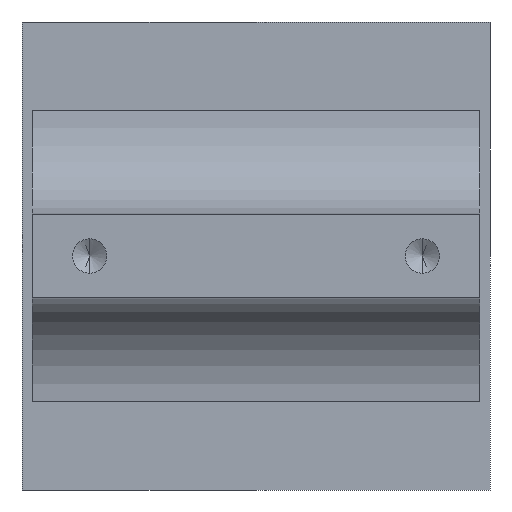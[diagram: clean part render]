
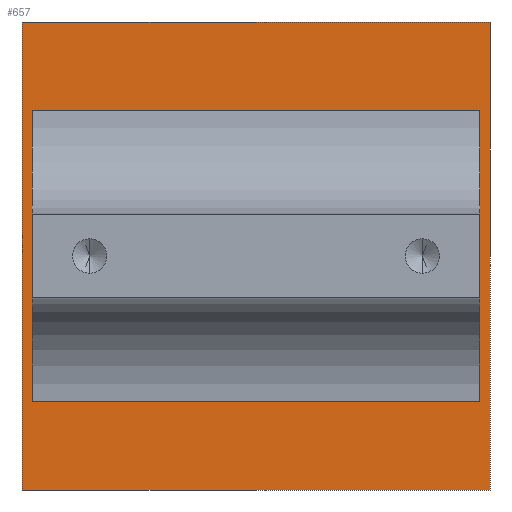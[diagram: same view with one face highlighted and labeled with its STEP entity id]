
A CAD part, front view. The second image highlights one B-rep face of the part: STEP entity #657.
In plain terms, the highlighted planar face has unit normal (0, -1, 0).
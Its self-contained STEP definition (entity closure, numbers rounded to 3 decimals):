
#19 = VECTOR ( 'NONE', #803, 1000. ) ;
#47 = VECTOR ( 'NONE', #1001, 1000. ) ;
#102 = DIRECTION ( 'NONE',  ( 0., 0., 1. ) ) ;
#110 = CARTESIAN_POINT ( 'NONE',  ( 22.5, 17.5, 14. ) ) ;
#119 = VECTOR ( 'NONE', #466, 1000. ) ;
#129 = VERTEX_POINT ( 'NONE', #193 ) ;
#133 = EDGE_CURVE ( 'NONE', #129, #956, #674, .T. ) ;
#163 = LINE ( 'NONE', #640, #391 ) ;
#166 = EDGE_CURVE ( 'NONE', #956, #789, #163, .T. ) ;
#167 = CARTESIAN_POINT ( 'NONE',  ( 22.5, 17.5, 22.5 ) ) ;
#174 = EDGE_LOOP ( 'NONE', ( #967, #705, #650, #808 ) ) ;
#175 = FACE_OUTER_BOUND ( 'NONE', #619, .T. ) ;
#180 = DIRECTION ( 'NONE',  ( 0., 0., 1. ) ) ;
#193 = CARTESIAN_POINT ( 'NONE',  ( 22.5, 17.5, 22.5 ) ) ;
#220 = VECTOR ( 'NONE', #580, 1000. ) ;
#251 = DIRECTION ( 'NONE',  ( 0., 1., 0. ) ) ;
#262 = EDGE_CURVE ( 'NONE', #129, #315, #715, .T. ) ;
#268 = CARTESIAN_POINT ( 'NONE',  ( -22.5, 17.5, 22.5 ) ) ;
#296 = VERTEX_POINT ( 'NONE', #1002 ) ;
#298 = ORIENTED_EDGE ( 'NONE', *, *, #133, .F. ) ;
#303 = CARTESIAN_POINT ( 'NONE',  ( 22.5, 17.5, -22.5 ) ) ;
#315 = VERTEX_POINT ( 'NONE', #268 ) ;
#317 = VERTEX_POINT ( 'NONE', #996 ) ;
#333 = VERTEX_POINT ( 'NONE', #761 ) ;
#338 = CARTESIAN_POINT ( 'NONE',  ( -21.5, 17.5, 14. ) ) ;
#391 = VECTOR ( 'NONE', #955, 1000. ) ;
#417 = CARTESIAN_POINT ( 'NONE',  ( -22.5, 17.5, 22.5 ) ) ;
#466 = DIRECTION ( 'NONE',  ( 0., 0., 1. ) ) ;
#566 = VERTEX_POINT ( 'NONE', #338 ) ;
#580 = DIRECTION ( 'NONE',  ( 0., 0., -1. ) ) ;
#587 = LINE ( 'NONE', #110, #723 ) ;
#612 = EDGE_CURVE ( 'NONE', #315, #789, #983, .T. ) ;
#619 = EDGE_LOOP ( 'NONE', ( #298, #716, #977, #880 ) ) ;
#640 = CARTESIAN_POINT ( 'NONE',  ( 22.5, 17.5, -22.5 ) ) ;
#649 = PLANE ( 'NONE',  #997 ) ;
#650 = ORIENTED_EDGE ( 'NONE', *, *, #872, .T. ) ;
#657 = ADVANCED_FACE ( 'NONE', ( #814, #175 ), #649, .F. ) ;
#674 = LINE ( 'NONE', #834, #47 ) ;
#696 = LINE ( 'NONE', #866, #119 ) ;
#705 = ORIENTED_EDGE ( 'NONE', *, *, #1034, .T. ) ;
#712 = DIRECTION ( 'NONE',  ( -1., 0., 0. ) ) ;
#715 = LINE ( 'NONE', #167, #19 ) ;
#716 = ORIENTED_EDGE ( 'NONE', *, *, #262, .T. ) ;
#723 = VECTOR ( 'NONE', #819, 1000. ) ;
#738 = CARTESIAN_POINT ( 'NONE',  ( 21.5, 17.5, -22.5 ) ) ;
#742 = CARTESIAN_POINT ( 'NONE',  ( -22.5, 17.5, -22.5 ) ) ;
#761 = CARTESIAN_POINT ( 'NONE',  ( -21.5, 17.5, -14. ) ) ;
#766 = EDGE_CURVE ( 'NONE', #317, #566, #587, .T. ) ;
#781 = EDGE_CURVE ( 'NONE', #296, #317, #827, .T. ) ;
#789 = VERTEX_POINT ( 'NONE', #742 ) ;
#801 = LINE ( 'NONE', #964, #899 ) ;
#803 = DIRECTION ( 'NONE',  ( -1., 0., 0. ) ) ;
#808 = ORIENTED_EDGE ( 'NONE', *, *, #766, .F. ) ;
#814 = FACE_BOUND ( 'NONE', #174, .T. ) ;
#819 = DIRECTION ( 'NONE',  ( -1., 0., 0. ) ) ;
#827 = LINE ( 'NONE', #738, #944 ) ;
#834 = CARTESIAN_POINT ( 'NONE',  ( 22.5, 17.5, -14. ) ) ;
#866 = CARTESIAN_POINT ( 'NONE',  ( -21.5, 17.5, -22.5 ) ) ;
#872 = EDGE_CURVE ( 'NONE', #333, #566, #696, .T. ) ;
#880 = ORIENTED_EDGE ( 'NONE', *, *, #166, .F. ) ;
#898 = CARTESIAN_POINT ( 'NONE',  ( 22.5, 17.5, 22.5 ) ) ;
#899 = VECTOR ( 'NONE', #712, 1000. ) ;
#944 = VECTOR ( 'NONE', #102, 1000. ) ;
#955 = DIRECTION ( 'NONE',  ( -1., 0., 0. ) ) ;
#956 = VERTEX_POINT ( 'NONE', #303 ) ;
#964 = CARTESIAN_POINT ( 'NONE',  ( 22.5, 17.5, -14. ) ) ;
#967 = ORIENTED_EDGE ( 'NONE', *, *, #781, .F. ) ;
#977 = ORIENTED_EDGE ( 'NONE', *, *, #612, .T. ) ;
#983 = LINE ( 'NONE', #417, #220 ) ;
#996 = CARTESIAN_POINT ( 'NONE',  ( 21.5, 17.5, 14. ) ) ;
#997 = AXIS2_PLACEMENT_3D ( 'NONE', #898, #251, #180 ) ;
#1001 = DIRECTION ( 'NONE',  ( 0., 0., -1. ) ) ;
#1002 = CARTESIAN_POINT ( 'NONE',  ( 21.5, 17.5, -14. ) ) ;
#1034 = EDGE_CURVE ( 'NONE', #296, #333, #801, .T. ) ;
